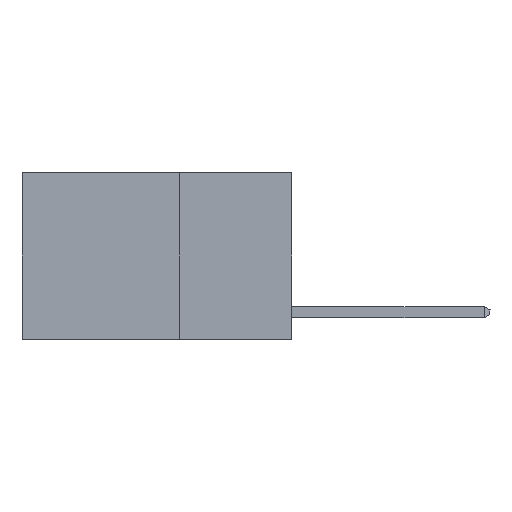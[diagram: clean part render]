
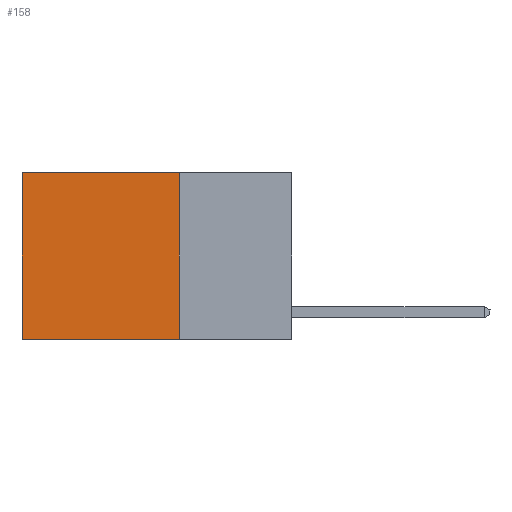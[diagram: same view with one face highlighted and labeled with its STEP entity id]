
A CAD part, left-side view. The second image highlights one B-rep face of the part: STEP entity #158.
In plain terms, the highlighted planar face has unit normal (-1, 0, 0).
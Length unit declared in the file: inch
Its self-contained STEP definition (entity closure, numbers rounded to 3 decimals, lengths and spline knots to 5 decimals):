
#158 = ADVANCED_FACE ( 'NONE', ( #26052 ), #12911, .F. ) ;
#226 = EDGE_LOOP ( 'NONE', ( #4276, #10413, #10372, #5411 ) ) ;
#606 = CARTESIAN_POINT ( 'NONE',  ( 0.2625, 0.25, 0. ) ) ;
#2328 = VECTOR ( 'NONE', #17434, 39.37008 ) ;
#2372 = EDGE_CURVE ( 'NONE', #19906, #8025, #15151, .T. ) ;
#2989 = LINE ( 'NONE', #7284, #2328 ) ;
#3688 = VERTEX_POINT ( 'NONE', #16719 ) ;
#4276 = ORIENTED_EDGE ( 'NONE', *, *, #20084, .T. ) ;
#4278 = CARTESIAN_POINT ( 'NONE',  ( 0.2625, 0.6, 0. ) ) ;
#5394 = EDGE_CURVE ( 'NONE', #8025, #3688, #2989, .T. ) ;
#5411 = ORIENTED_EDGE ( 'NONE', *, *, #25746, .T. ) ;
#6407 = DIRECTION ( 'NONE',  ( 0., 1., 0. ) ) ;
#6742 = VECTOR ( 'NONE', #23757, 39.37008 ) ;
#7284 = CARTESIAN_POINT ( 'NONE',  ( 0.2625, 0.25, -0.37 ) ) ;
#7892 = VERTEX_POINT ( 'NONE', #4278 ) ;
#8025 = VERTEX_POINT ( 'NONE', #8823 ) ;
#8823 = CARTESIAN_POINT ( 'NONE',  ( 0.2625, 0.25, -0.37 ) ) ;
#9733 = VECTOR ( 'NONE', #16781, 39.37008 ) ;
#10372 = ORIENTED_EDGE ( 'NONE', *, *, #2372, .F. ) ;
#10413 = ORIENTED_EDGE ( 'NONE', *, *, #5394, .F. ) ;
#10724 = CARTESIAN_POINT ( 'NONE',  ( 0.2625, 0.25, 0. ) ) ;
#12151 = LINE ( 'NONE', #25700, #6742 ) ;
#12612 = DIRECTION ( 'NONE',  ( 0., 0., -1. ) ) ;
#12706 = DIRECTION ( 'NONE',  ( 1., 0., 0. ) ) ;
#12732 = VECTOR ( 'NONE', #6407, 39.37008 ) ;
#12911 = PLANE ( 'NONE',  #24878 ) ;
#13193 = CARTESIAN_POINT ( 'NONE',  ( 0.2625, 0.25, 0. ) ) ;
#15151 = LINE ( 'NONE', #10724, #9733 ) ;
#16719 = CARTESIAN_POINT ( 'NONE',  ( 0.2625, 0.6, -0.37 ) ) ;
#16781 = DIRECTION ( 'NONE',  ( 0., 0., -1. ) ) ;
#17434 = DIRECTION ( 'NONE',  ( 0., 1., 0. ) ) ;
#18622 = CARTESIAN_POINT ( 'NONE',  ( 0.2625, 0.25, 0. ) ) ;
#19906 = VERTEX_POINT ( 'NONE', #606 ) ;
#20084 = EDGE_CURVE ( 'NONE', #7892, #3688, #12151, .T. ) ;
#22905 = LINE ( 'NONE', #18622, #12732 ) ;
#23757 = DIRECTION ( 'NONE',  ( 0., 0., -1. ) ) ;
#24878 = AXIS2_PLACEMENT_3D ( 'NONE', #13193, #12706, #12612 ) ;
#25700 = CARTESIAN_POINT ( 'NONE',  ( 0.2625, 0.6, 0. ) ) ;
#25746 = EDGE_CURVE ( 'NONE', #19906, #7892, #22905, .T. ) ;
#26052 = FACE_OUTER_BOUND ( 'NONE', #226, .T. ) ;
